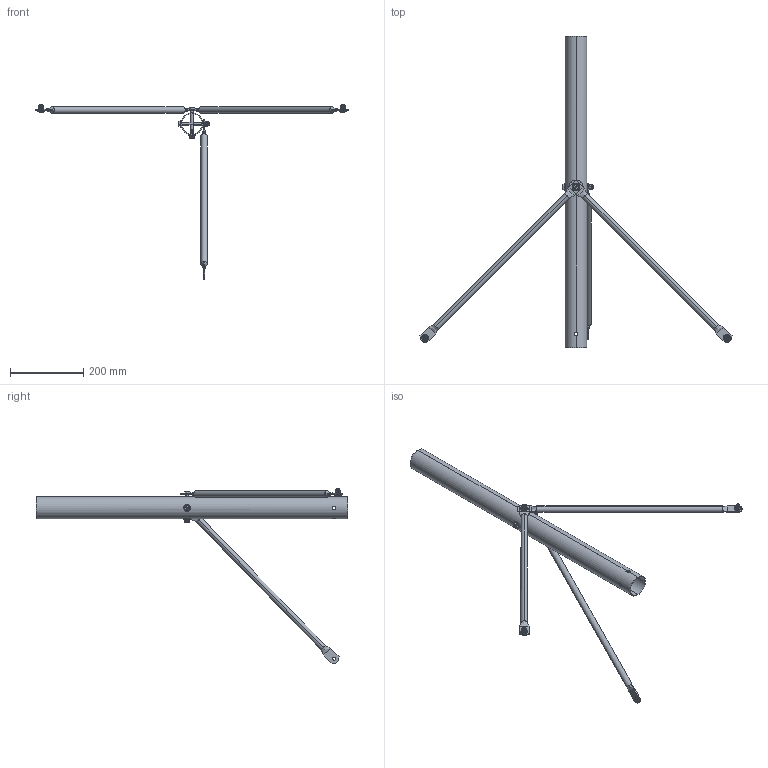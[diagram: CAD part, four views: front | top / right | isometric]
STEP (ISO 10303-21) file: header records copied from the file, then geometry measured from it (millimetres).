
FILE_DESCRIPTION (( 'STEP AP214' ), '1' );
FILE_NAME ('FMFRMARM_3D.step', '2023-01-20T18:28:10', ( '' ), ( '' ), 'SwSTEP 2.0', 'SolidWorks 2022', '' );
FILE_SCHEMA (( 'AUTOMOTIVE_DESIGN' ));
Length unit declared in the file: inch
Products named in the file (8): Supporting Rod^FMFRMARM; FMFRMARM_3D; 5_16-18x3-1_8in HH Cap Screw^FMFRMARM; 5_16-18 Washer^FMFRMARM; Mast Pole^FMFRMARM_850mm; Supporting Rod^FMFRMARM_595mm; 5_16-18 Nylon Nut^FMFRMARM; 5_16-18x3_4 Round FH Square Screw^FMFRMARM
Assembly tree (18 placements, depth 2):
  FMFRMARM_3D
    Mast Pole^FMFRMARM_850mm
    Supporting Rod^FMFRMARM  x2
    5_16-18x3_4 Round FH Square Screw^FMFRMARM  x2
    5_16-18 Washer^FMFRMARM  x6
    5_16-18 Nylon Nut^FMFRMARM  x4
    Supporting Rod^FMFRMARM_595mm
    5_16-18x3-1_8in HH Cap Screw^FMFRMARM  x2
Bounding box: 852.51 x 850 x 479.74 mm (x, y, z)
Volume: 723344.5 mm3; surface area: 427265.5 mm2
Topology: 22 solids, 22 shells, 670 faces, 1690 edges, 1084 vertices
Faces by surface type: cylinder 282, plane 176, cone 92, bspline 72, torus 36, sphere 12
Entity records: 18163 total; most frequent: CARTESIAN_POINT 10847, ORIENTED_EDGE 1572, DIRECTION 1304, EDGE_CURVE 786, VERTEX_POINT 507, AXIS2_PLACEMENT_3D 500, EDGE_LOOP 335, LINE 304
